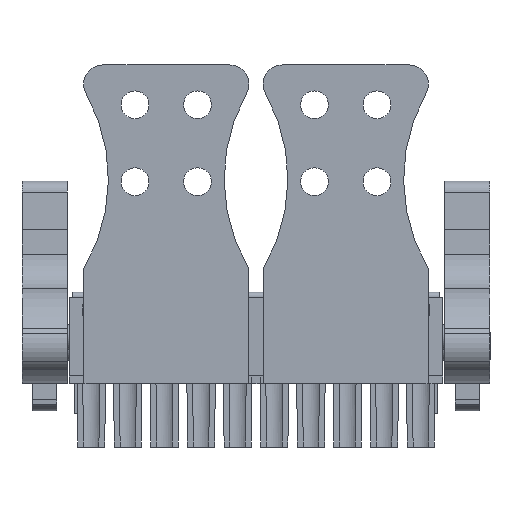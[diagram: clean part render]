
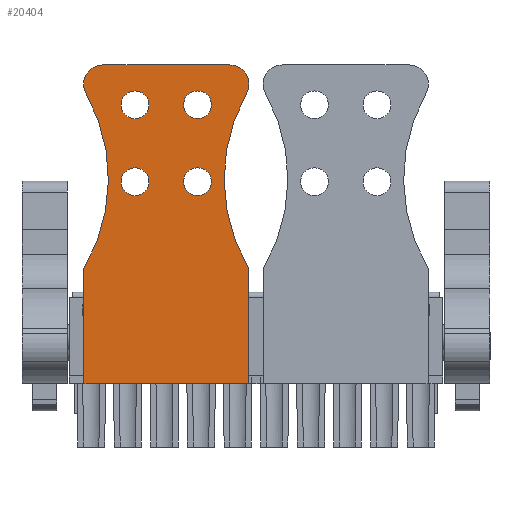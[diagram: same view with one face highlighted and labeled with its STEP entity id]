
A CAD part, front view. The second image highlights one B-rep face of the part: STEP entity #20404.
In plain terms, the highlighted planar face has unit normal (0, -1, 0).
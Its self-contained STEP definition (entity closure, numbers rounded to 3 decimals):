
#20070=AXIS2_PLACEMENT_3D('Circle Axis2P3D',#20068,#20069,$) ;
#20094=AXIS2_PLACEMENT_3D('Circle Axis2P3D',#20092,#20093,$) ;
#20142=AXIS2_PLACEMENT_3D('Circle Axis2P3D',#20140,#20141,$) ;
#20166=AXIS2_PLACEMENT_3D('Circle Axis2P3D',#20164,#20165,$) ;
#20190=AXIS2_PLACEMENT_3D('Circle Axis2P3D',#20188,#20189,$) ;
#20214=AXIS2_PLACEMENT_3D('Circle Axis2P3D',#20212,#20213,$) ;
#20238=AXIS2_PLACEMENT_3D('Circle Axis2P3D',#20236,#20237,$) ;
#20262=AXIS2_PLACEMENT_3D('Circle Axis2P3D',#20260,#20261,$) ;
#20286=AXIS2_PLACEMENT_3D('Circle Axis2P3D',#20284,#20285,$) ;
#20310=AXIS2_PLACEMENT_3D('Circle Axis2P3D',#20308,#20309,$) ;
#20334=AXIS2_PLACEMENT_3D('Circle Axis2P3D',#20332,#20333,$) ;
#20358=AXIS2_PLACEMENT_3D('Circle Axis2P3D',#20356,#20357,$) ;
#20371=AXIS2_PLACEMENT_3D('Plane Axis2P3D',#20368,#20369,#20370) ;
#19943=CARTESIAN_POINT('Vertex',(23.57,0.,18.601)) ;
#19946=CARTESIAN_POINT('Line Origine',(23.57,0.,12.6)) ;
#19950=CARTESIAN_POINT('Vertex',(23.57,0.,6.6)) ;
#20032=CARTESIAN_POINT('Vertex',(6.45,0.,6.6)) ;
#20035=CARTESIAN_POINT('Line Origine',(6.45,0.,12.6)) ;
#20039=CARTESIAN_POINT('Vertex',(6.45,0.,18.601)) ;
#20068=CARTESIAN_POINT('Axis2P3D Location',(-9.205,0.,27.873)) ;
#20072=CARTESIAN_POINT('Vertex',(6.666,0.,36.772)) ;
#20092=CARTESIAN_POINT('Axis2P3D Location',(8.41,0.,37.75)) ;
#20096=CARTESIAN_POINT('Vertex',(8.41,0.,39.75)) ;
#20116=CARTESIAN_POINT('Line Origine',(15.01,0.,39.75)) ;
#20120=CARTESIAN_POINT('Vertex',(21.61,0.,39.75)) ;
#20140=CARTESIAN_POINT('Axis2P3D Location',(21.61,0.,37.75)) ;
#20144=CARTESIAN_POINT('Vertex',(23.354,0.,36.772)) ;
#20164=CARTESIAN_POINT('Axis2P3D Location',(39.225,0.,27.873)) ;
#20185=CARTESIAN_POINT('Vertex',(13.21,0.,27.6)) ;
#20188=CARTESIAN_POINT('Axis2P3D Location',(11.76,0.,27.6)) ;
#20192=CARTESIAN_POINT('Vertex',(10.31,0.,27.6)) ;
#20212=CARTESIAN_POINT('Axis2P3D Location',(11.76,0.,27.6)) ;
#20233=CARTESIAN_POINT('Vertex',(10.31,0.,35.6)) ;
#20236=CARTESIAN_POINT('Axis2P3D Location',(11.76,0.,35.6)) ;
#20240=CARTESIAN_POINT('Vertex',(13.21,0.,35.6)) ;
#20260=CARTESIAN_POINT('Axis2P3D Location',(11.76,0.,35.6)) ;
#20281=CARTESIAN_POINT('Vertex',(16.81,0.,27.6)) ;
#20284=CARTESIAN_POINT('Axis2P3D Location',(18.26,0.,27.6)) ;
#20288=CARTESIAN_POINT('Vertex',(19.71,0.,27.6)) ;
#20308=CARTESIAN_POINT('Axis2P3D Location',(18.26,0.,27.6)) ;
#20329=CARTESIAN_POINT('Vertex',(16.81,0.,35.6)) ;
#20332=CARTESIAN_POINT('Axis2P3D Location',(18.26,0.,35.6)) ;
#20336=CARTESIAN_POINT('Vertex',(19.71,0.,35.6)) ;
#20356=CARTESIAN_POINT('Axis2P3D Location',(18.26,0.,35.6)) ;
#20368=CARTESIAN_POINT('Axis2P3D Location',(-0.625,0.,-2.35)) ;
#20373=CARTESIAN_POINT('Line Origine',(15.01,0.,6.6)) ;
#19947=DIRECTION('Vector Direction',(0.,0.,-1.)) ;
#20036=DIRECTION('Vector Direction',(0.,0.,1.)) ;
#20069=DIRECTION('Axis2P3D Direction',(0.,1.,-0.)) ;
#20093=DIRECTION('Axis2P3D Direction',(0.,1.,0.)) ;
#20117=DIRECTION('Vector Direction',(-1.,0.,0.)) ;
#20141=DIRECTION('Axis2P3D Direction',(0.,1.,-0.)) ;
#20165=DIRECTION('Axis2P3D Direction',(0.,1.,0.)) ;
#20189=DIRECTION('Axis2P3D Direction',(0.,1.,0.)) ;
#20213=DIRECTION('Axis2P3D Direction',(0.,1.,0.)) ;
#20237=DIRECTION('Axis2P3D Direction',(0.,1.,-0.)) ;
#20261=DIRECTION('Axis2P3D Direction',(0.,1.,-0.)) ;
#20285=DIRECTION('Axis2P3D Direction',(0.,1.,0.)) ;
#20309=DIRECTION('Axis2P3D Direction',(0.,1.,-0.)) ;
#20333=DIRECTION('Axis2P3D Direction',(0.,1.,0.)) ;
#20357=DIRECTION('Axis2P3D Direction',(0.,1.,-0.)) ;
#20369=DIRECTION('Axis2P3D Direction',(0.,1.,-0.)) ;
#20370=DIRECTION('Axis2P3D XDirection',(-1.,0.,0.)) ;
#20374=DIRECTION('Vector Direction',(1.,0.,0.)) ;
#19948=VECTOR('Line Direction',#19947,1.) ;
#20037=VECTOR('Line Direction',#20036,1.) ;
#20118=VECTOR('Line Direction',#20117,1.) ;
#20375=VECTOR('Line Direction',#20374,1.) ;
#20379=ORIENTED_EDGE('',*,*,#20168,.F.) ;
#20380=ORIENTED_EDGE('',*,*,#20146,.F.) ;
#20381=ORIENTED_EDGE('',*,*,#20122,.F.) ;
#20382=ORIENTED_EDGE('',*,*,#20098,.F.) ;
#20383=ORIENTED_EDGE('',*,*,#20074,.F.) ;
#20384=ORIENTED_EDGE('',*,*,#20041,.F.) ;
#20385=ORIENTED_EDGE('',*,*,#20377,.F.) ;
#20386=ORIENTED_EDGE('',*,*,#19952,.F.) ;
#20389=ORIENTED_EDGE('',*,*,#20216,.T.) ;
#20390=ORIENTED_EDGE('',*,*,#20194,.T.) ;
#20393=ORIENTED_EDGE('',*,*,#20264,.T.) ;
#20394=ORIENTED_EDGE('',*,*,#20242,.T.) ;
#20397=ORIENTED_EDGE('',*,*,#20312,.T.) ;
#20398=ORIENTED_EDGE('',*,*,#20290,.T.) ;
#20401=ORIENTED_EDGE('',*,*,#20360,.T.) ;
#20402=ORIENTED_EDGE('',*,*,#20338,.T.) ;
#20391=FACE_BOUND('',#20388,.T.) ;
#20395=FACE_BOUND('',#20392,.T.) ;
#20399=FACE_BOUND('',#20396,.T.) ;
#20403=FACE_BOUND('',#20400,.T.) ;
#20404=ADVANCED_FACE('Strain relief.1',(#20387,#20391,#20395,#20399,#20403),#20372,.F.) ;
#20071=CIRCLE('generated circle',#20070,18.195) ;
#20095=CIRCLE('generated circle',#20094,2.) ;
#20143=CIRCLE('generated circle',#20142,2.) ;
#20167=CIRCLE('generated circle',#20166,18.195) ;
#20191=CIRCLE('generated circle',#20190,1.45) ;
#20215=CIRCLE('generated circle',#20214,1.45) ;
#20239=CIRCLE('generated circle',#20238,1.45) ;
#20263=CIRCLE('generated circle',#20262,1.45) ;
#20287=CIRCLE('generated circle',#20286,1.45) ;
#20311=CIRCLE('generated circle',#20310,1.45) ;
#20335=CIRCLE('generated circle',#20334,1.45) ;
#20359=CIRCLE('generated circle',#20358,1.45) ;
#19952=EDGE_CURVE('',#19944,#19951,#19949,.T.) ;
#20041=EDGE_CURVE('',#20033,#20040,#20038,.T.) ;
#20074=EDGE_CURVE('',#20040,#20073,#20071,.F.) ;
#20098=EDGE_CURVE('',#20073,#20097,#20095,.T.) ;
#20122=EDGE_CURVE('',#20097,#20121,#20119,.F.) ;
#20146=EDGE_CURVE('',#20121,#20145,#20143,.T.) ;
#20168=EDGE_CURVE('',#20145,#19944,#20167,.F.) ;
#20194=EDGE_CURVE('',#20193,#20186,#20191,.T.) ;
#20216=EDGE_CURVE('',#20186,#20193,#20215,.T.) ;
#20242=EDGE_CURVE('',#20241,#20234,#20239,.T.) ;
#20264=EDGE_CURVE('',#20234,#20241,#20263,.T.) ;
#20290=EDGE_CURVE('',#20289,#20282,#20287,.T.) ;
#20312=EDGE_CURVE('',#20282,#20289,#20311,.T.) ;
#20338=EDGE_CURVE('',#20337,#20330,#20335,.T.) ;
#20360=EDGE_CURVE('',#20330,#20337,#20359,.T.) ;
#20377=EDGE_CURVE('',#19951,#20033,#20376,.F.) ;
#20378=EDGE_LOOP('',(#20379,#20380,#20381,#20382,#20383,#20384,#20385,#20386)) ;
#20388=EDGE_LOOP('',(#20389,#20390)) ;
#20392=EDGE_LOOP('',(#20393,#20394)) ;
#20396=EDGE_LOOP('',(#20397,#20398)) ;
#20400=EDGE_LOOP('',(#20401,#20402)) ;
#20387=FACE_OUTER_BOUND('',#20378,.T.) ;
#19949=LINE('Line',#19946,#19948) ;
#20038=LINE('Line',#20035,#20037) ;
#20119=LINE('Line',#20116,#20118) ;
#20376=LINE('Line',#20373,#20375) ;
#20372=PLANE('',#20371) ;
#19944=VERTEX_POINT('',#19943) ;
#19951=VERTEX_POINT('',#19950) ;
#20033=VERTEX_POINT('',#20032) ;
#20040=VERTEX_POINT('',#20039) ;
#20073=VERTEX_POINT('',#20072) ;
#20097=VERTEX_POINT('',#20096) ;
#20121=VERTEX_POINT('',#20120) ;
#20145=VERTEX_POINT('',#20144) ;
#20186=VERTEX_POINT('',#20185) ;
#20193=VERTEX_POINT('',#20192) ;
#20234=VERTEX_POINT('',#20233) ;
#20241=VERTEX_POINT('',#20240) ;
#20282=VERTEX_POINT('',#20281) ;
#20289=VERTEX_POINT('',#20288) ;
#20330=VERTEX_POINT('',#20329) ;
#20337=VERTEX_POINT('',#20336) ;
